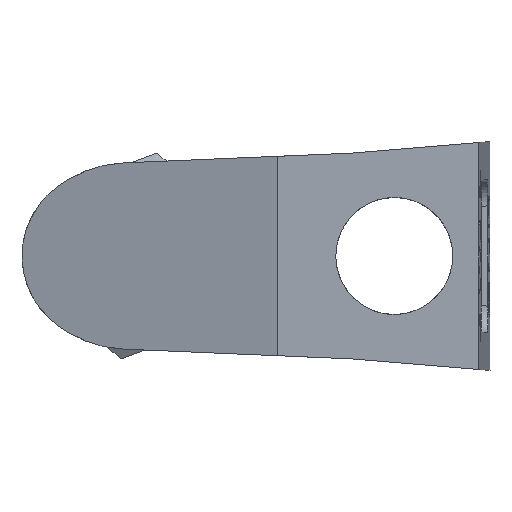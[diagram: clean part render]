
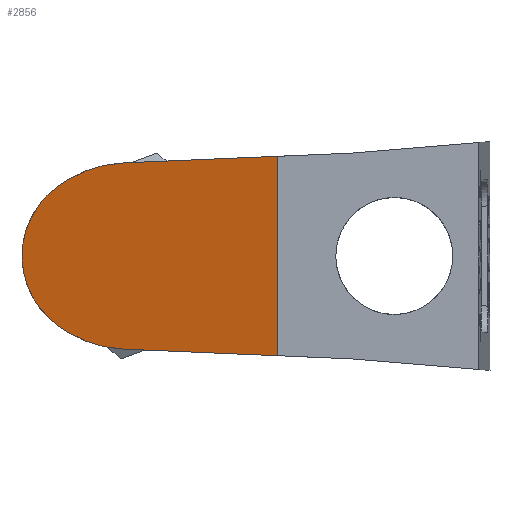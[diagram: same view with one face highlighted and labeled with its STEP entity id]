
A CAD part, front view. The second image highlights one B-rep face of the part: STEP entity #2856.
In plain terms, the highlighted planar face has unit normal (-0.262, -0.965, 0).
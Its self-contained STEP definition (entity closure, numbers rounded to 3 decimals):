
#249 = CARTESIAN_POINT ( 'NONE',  ( -23.47, -35.091, 8.754 ) ) ;
#634 = VECTOR ( 'NONE', #8889, 1000. ) ;
#732 = CARTESIAN_POINT ( 'NONE',  ( -9.021, -39.006, 9.371 ) ) ;
#1214 = LINE ( 'NONE', #732, #634 ) ;
#1372 = CARTESIAN_POINT ( 'NONE',  ( -34.143, -32.199, -2.556 ) ) ;
#1869 = CARTESIAN_POINT ( 'NONE',  ( -30.333, -33.231, 5.963 ) ) ;
#2265 = ORIENTED_EDGE ( 'NONE', *, *, #4119, .F. ) ;
#2314 = CARTESIAN_POINT ( 'NONE',  ( -26.037, -34.395, 8.644 ) ) ;
#2374 = CARTESIAN_POINT ( 'NONE',  ( -30.333, -33.231, -5.963 ) ) ;
#2523 =( BOUNDED_CURVE ( )  B_SPLINE_CURVE ( 3, ( #15061, #1372, #10918, #5481 ),
 .UNSPECIFIED., .F., .T. ) 
 B_SPLINE_CURVE_WITH_KNOTS ( ( 4, 4 ),
 ( 5.442, 7.124 ),
 .UNSPECIFIED. ) 
 CURVE ( )  GEOMETRIC_REPRESENTATION_ITEM ( )  RATIONAL_B_SPLINE_CURVE ( ( 1., 0.778, 0.778, 1. ) ) 
 REPRESENTATION_ITEM ( '' )  );
#2767 = LINE ( 'NONE', #15147, #11756 ) ;
#2799 = EDGE_CURVE ( 'NONE', #12312, #2977, #2523, .T. ) ;
#2856 = ADVANCED_FACE ( 'NONE', ( #17644 ), #12947, .F. ) ;
#2977 = VERTEX_POINT ( 'NONE', #14616 ) ;
#3024 = DIRECTION ( 'NONE',  ( -0.965, 0.262, 0. ) ) ;
#3317 = CARTESIAN_POINT ( 'NONE',  ( -9.021, -39.006, -9.484 ) ) ;
#3569 = CARTESIAN_POINT ( 'NONE',  ( -23.47, -35.091, -8.754 ) ) ;
#4119 = EDGE_CURVE ( 'NONE', #16093, #12312, #13611, .T. ) ;
#4188 = CARTESIAN_POINT ( 'NONE',  ( -28.418, -33.75, -7.676 ) ) ;
#4509 = EDGE_CURVE ( 'NONE', #17788, #9658, #1214, .T. ) ;
#4734 = AXIS2_PLACEMENT_3D ( 'NONE', #3317, #13590, #3024 ) ;
#4917 = VECTOR ( 'NONE', #12340, 1000. ) ;
#5357 = DIRECTION ( 'NONE',  ( 0.964, -0.261, -0.041 ) ) ;
#5481 = CARTESIAN_POINT ( 'NONE',  ( -30.333, -33.231, 5.963 ) ) ;
#5529 = ORIENTED_EDGE ( 'NONE', *, *, #2799, .F. ) ;
#5587 = CARTESIAN_POINT ( 'NONE',  ( -28.418, -33.75, 7.676 ) ) ;
#8105 = EDGE_CURVE ( 'NONE', #16093, #8913, #2767, .T. ) ;
#8200 = CARTESIAN_POINT ( 'NONE',  ( -9.021, -39.006, 0. ) ) ;
#8889 = DIRECTION ( 'NONE',  ( -0.964, 0.261, -0.041 ) ) ;
#8913 = VERTEX_POINT ( 'NONE', #12033 ) ;
#9282 = ORIENTED_EDGE ( 'NONE', *, *, #8105, .T. ) ;
#9658 = VERTEX_POINT ( 'NONE', #249 ) ;
#10019 =( BOUNDED_CURVE ( )  B_SPLINE_CURVE ( 3, ( #11865, #2314, #5587, #1869 ),
 .UNSPECIFIED., .F., .F. ) 
 B_SPLINE_CURVE_WITH_KNOTS ( ( 4, 4 ),
 ( 4.755, 5.442 ),
 .UNSPECIFIED. ) 
 CURVE ( )  GEOMETRIC_REPRESENTATION_ITEM ( )  RATIONAL_B_SPLINE_CURVE ( ( 1., 0.961, 0.961, 1. ) ) 
 REPRESENTATION_ITEM ( '' )  );
#10081 = ORIENTED_EDGE ( 'NONE', *, *, #4509, .T. ) ;
#10249 = ORIENTED_EDGE ( 'NONE', *, *, #14615, .T. ) ;
#10372 = CARTESIAN_POINT ( 'NONE',  ( -26.037, -34.395, -8.644 ) ) ;
#10857 = CARTESIAN_POINT ( 'NONE',  ( -9.021, -39.006, 9.371 ) ) ;
#10889 = EDGE_CURVE ( 'NONE', #9658, #2977, #10019, .T. ) ;
#10918 = CARTESIAN_POINT ( 'NONE',  ( -34.143, -32.199, 2.556 ) ) ;
#11756 = VECTOR ( 'NONE', #5357, 1000. ) ;
#11776 = LINE ( 'NONE', #8200, #4917 ) ;
#11865 = CARTESIAN_POINT ( 'NONE',  ( -23.47, -35.091, 8.754 ) ) ;
#11894 = EDGE_LOOP ( 'NONE', ( #5529, #2265, #9282, #10249, #10081, #16228 ) ) ;
#12033 = CARTESIAN_POINT ( 'NONE',  ( -9.021, -39.006, -9.371 ) ) ;
#12312 = VERTEX_POINT ( 'NONE', #2374 ) ;
#12340 = DIRECTION ( 'NONE',  ( 0., 0., 1. ) ) ;
#12947 = PLANE ( 'NONE',  #4734 ) ;
#13590 = DIRECTION ( 'NONE',  ( 0.262, 0.965, 0. ) ) ;
#13611 =( BOUNDED_CURVE ( )  B_SPLINE_CURVE ( 3, ( #3569, #10372, #4188, #16473 ),
 .UNSPECIFIED., .F., .T. ) 
 B_SPLINE_CURVE_WITH_KNOTS ( ( 4, 4 ),
 ( 4.755, 5.442 ),
 .UNSPECIFIED. ) 
 CURVE ( )  GEOMETRIC_REPRESENTATION_ITEM ( )  RATIONAL_B_SPLINE_CURVE ( ( 1., 0.961, 0.961, 1. ) ) 
 REPRESENTATION_ITEM ( '' )  );
#13975 = CARTESIAN_POINT ( 'NONE',  ( -23.47, -35.091, -8.754 ) ) ;
#14615 = EDGE_CURVE ( 'NONE', #8913, #17788, #11776, .T. ) ;
#14616 = CARTESIAN_POINT ( 'NONE',  ( -30.333, -33.231, 5.963 ) ) ;
#15061 = CARTESIAN_POINT ( 'NONE',  ( -30.333, -33.231, -5.963 ) ) ;
#15147 = CARTESIAN_POINT ( 'NONE',  ( -23.47, -35.091, -8.754 ) ) ;
#16093 = VERTEX_POINT ( 'NONE', #13975 ) ;
#16228 = ORIENTED_EDGE ( 'NONE', *, *, #10889, .T. ) ;
#16473 = CARTESIAN_POINT ( 'NONE',  ( -30.333, -33.231, -5.963 ) ) ;
#17644 = FACE_OUTER_BOUND ( 'NONE', #11894, .T. ) ;
#17788 = VERTEX_POINT ( 'NONE', #10857 ) ;
